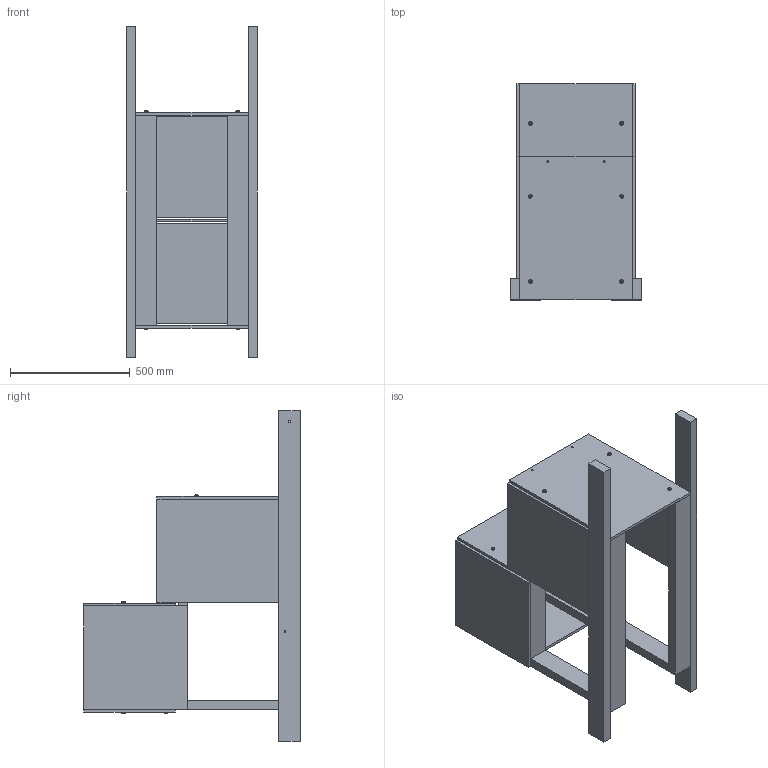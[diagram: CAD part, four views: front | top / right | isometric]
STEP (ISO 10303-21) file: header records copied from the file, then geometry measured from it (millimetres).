
FILE_DESCRIPTION (( 'STEP AP214' ), '1' );
FILE_NAME ('TE-23004.STEP', '2023-01-03T19:00:48', ( '' ), ( '' ), 'SwSTEP 2.0', 'SolidWorks 2022', '' );
FILE_SCHEMA (( 'AUTOMOTIVE_DESIGN' ));
Length unit declared in the file: inch
Products named in the file (18): TE-23025; TE-23023; TE-23021; TE-23022; TE-23018; TeeNut_.25_20_90975A025; TE-23020; TE-23004; TE-23019; TE-23027; TE-23038; washer_flat_.25_98023A029; TE-23026; TE-23024; TE-23028; TE-23005; TE-23039; hex_.25_20_2
Assembly tree (85 placements, depth 3):
  TE-23004
    TE-23039
      TE-23018
      TE-23019
      TE-23023
      TE-23022
      TE-23024
      TE-23025
      TE-23005
      TE-23021
      TE-23020
    TE-23038
      TE-23018
      TE-23019
      TE-23023
      TE-23022
      TE-23024
      TE-23025
      TE-23005
      TE-23021
      TE-23020
    TE-23026
    TE-23027  x2
    TE-23028  x2
    TeeNut_.25_20_90975A025  x20
    hex_.25_20_2  x20
    washer_flat_.25_98023A029  x20
Bounding box: 546.1 x 901.7 x 1377.95 mm (x, y, z)
Volume: 55426329.3 mm3; surface area: 6556811.9 mm2
Topology: 83 solids, 83 shells, 2470 faces, 5992 edges, 3788 vertices
Faces by surface type: plane 1078, cylinder 932, cone 280, torus 120, bspline 60
Entity records: 9673 total; most frequent: CARTESIAN_POINT 2701, DIRECTION 1355, ORIENTED_EDGE 1144, EDGE_CURVE 572, AXIS2_PLACEMENT_3D 515, VERTEX_POINT 371, LINE 325, VECTOR 325
